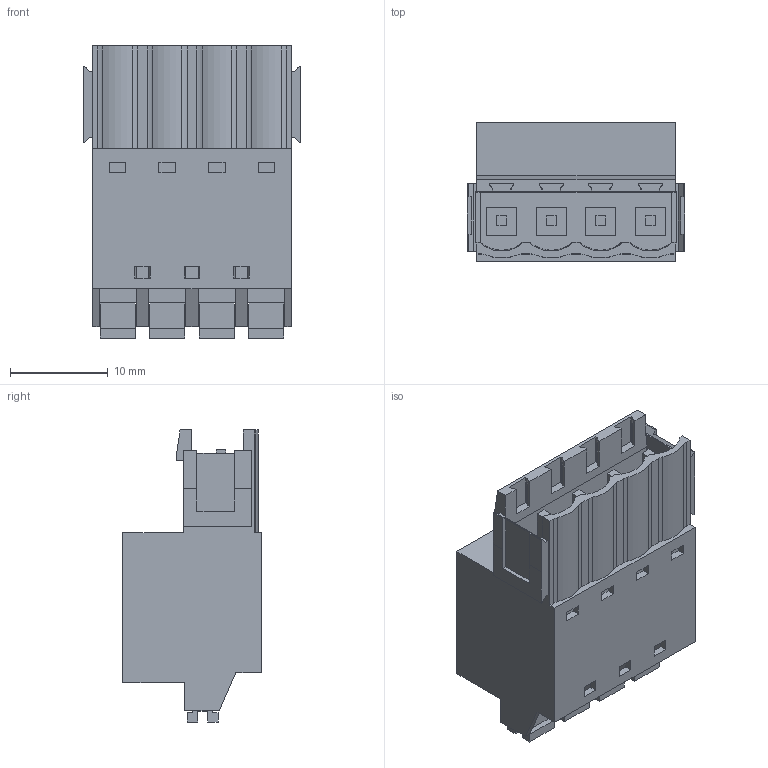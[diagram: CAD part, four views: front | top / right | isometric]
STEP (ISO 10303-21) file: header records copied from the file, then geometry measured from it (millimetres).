
FILE_DESCRIPTION(('CATIA V5 STEP Exchange','CAx-IF Rec.Pracs.--- Model Styling and Organization---1.4--- 2014-01-23'),'2;1');
FILE_NAME ('011709-2_0_1335810000_1335810000.stp','2021-09-20T08:47:47+00:00',('none'),('Weidmueller'),'CATIA Version 5-6 Release 2016 SP3 HF44','CATIA V5 STEP AP214','none');
FILE_SCHEMA(('AUTOMOTIVE_DESIGN { 1 0 10303 214 1 1 1 1 }'));
Length unit declared in the file: millimetre
Products named in the file (1): 1335810000
Bounding box: 22.27 x 14.2 x 29.93 mm (x, y, z)
Volume: 4570.2 mm3; surface area: 4426 mm2
Topology: 9 solids, 9 shells, 427 faces, 1141 edges, 750 vertices
Faces by surface type: plane 383, cylinder 36, extrusion 8
Entity records: 12747 total; most frequent: CARTESIAN_POINT 2620, ORIENTED_EDGE 2282, DIRECTION 1687, EDGE_CURVE 1141, VECTOR 1063, LINE 1055, VERTEX_POINT 750, EDGE_LOOP 465
